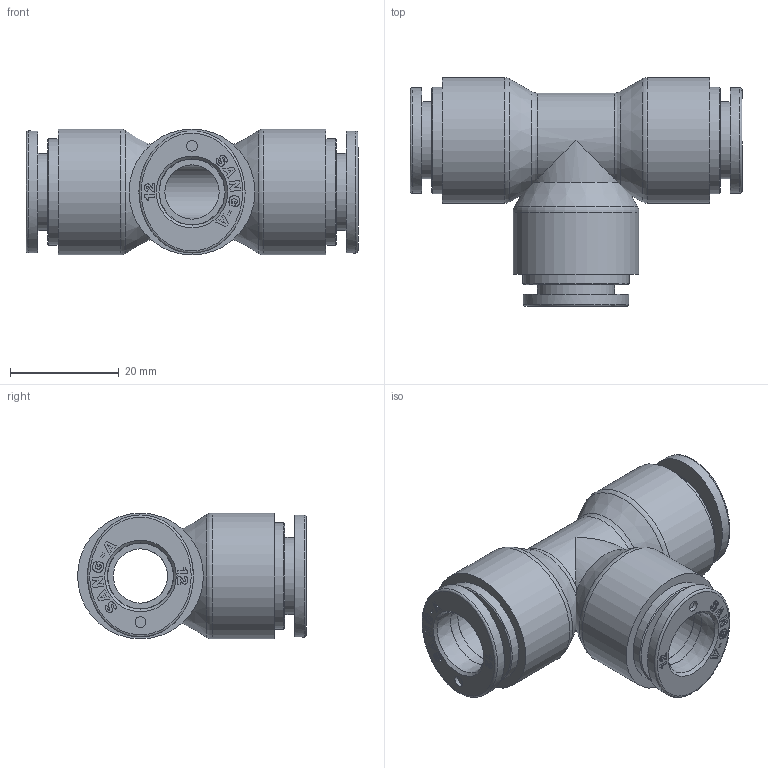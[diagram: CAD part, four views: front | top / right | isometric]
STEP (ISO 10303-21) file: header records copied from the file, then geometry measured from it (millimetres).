
FILE_DESCRIPTION((''),'2;1');
FILE_NAME('CR-PUT 12.stp','2020-08-25T15:02:25',('user'),(''),'Autodesk Inventor 2013','Autodesk Inventor 2013','');
FILE_SCHEMA(('AUTOMOTIVE_DESIGN { 1 0 10303 214 1 1 1 1 }'));
Length unit declared in the file: millimetre
Products named in the file (5): 조립품12; CR-COLLAR 12; HR-Collar 12L(SUS); CR-SLEEVE 12; CR-PUT 12 BODY
Assembly tree (6 placements, depth 3):
  조립품12
    CR-COLLAR 12  x3
      HR-Collar 12L(SUS)
      CR-SLEEVE 12
    CR-PUT 12 BODY
Bounding box: 61.2 x 42.2 x 23.2 mm (x, y, z)
Volume: 19237.7 mm3; surface area: 11987.6 mm2
Topology: 7 solids, 7 shells, 1084 faces, 3092 edges, 2061 vertices
Faces by surface type: plane 1020, cylinder 38, cone 12, bspline 9, torus 5
Full cylindrical faces by diameter (mm): 2 x3, 10 x2, 12.18 x3, 12.2 x3, 14.2 x3, 19.6 x3, 23.2 x3
Entity records: 12251 total; most frequent: CARTESIAN_POINT 2375, ORIENTED_EDGE 2080, DIRECTION 1856, EDGE_CURVE 1040, VECTOR 972, LINE 972, VERTEX_POINT 705, AXIS2_PLACEMENT_3D 442
